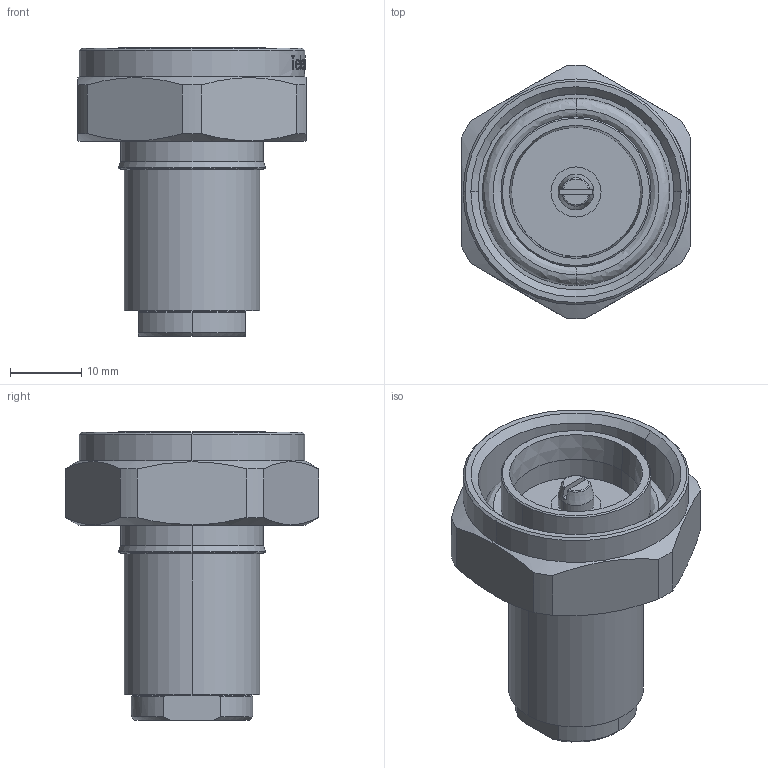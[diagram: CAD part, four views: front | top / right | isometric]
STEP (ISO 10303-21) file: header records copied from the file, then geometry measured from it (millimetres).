
FILE_DESCRIPTION (( 'STEP AP214' ), '1' );
FILE_NAME ('J01120A0101.STEP', '2021-02-17T10:31:26', ( '' ), ( '' ), 'SwSTEP 2.0', 'SolidWorks 2020', '' );
FILE_SCHEMA (( 'AUTOMOTIVE_DESIGN' ));
Length unit declared in the file: millimetre
Products named in the file (1): J01120A0101
Bounding box: 32 x 35.49 x 40.42 mm (x, y, z)
Volume: 14784.5 mm3; surface area: 8065.9 mm2
Topology: 2 solids, 2 shells, 272 faces, 683 edges, 441 vertices
Faces by surface type: plane 89, bspline 82, cylinder 57, cone 30, torus 14
Entity records: 14188 total; most frequent: CARTESIAN_POINT 5180, ORIENTED_EDGE 1366, DIRECTION 1046, EDGE_CURVE 683, VERTEX_POINT 441, AXIS2_PLACEMENT_3D 382, EDGE_LOOP 300, VECTOR 282
